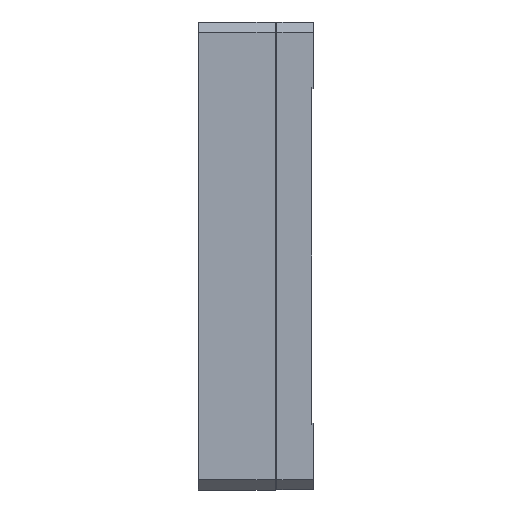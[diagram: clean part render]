
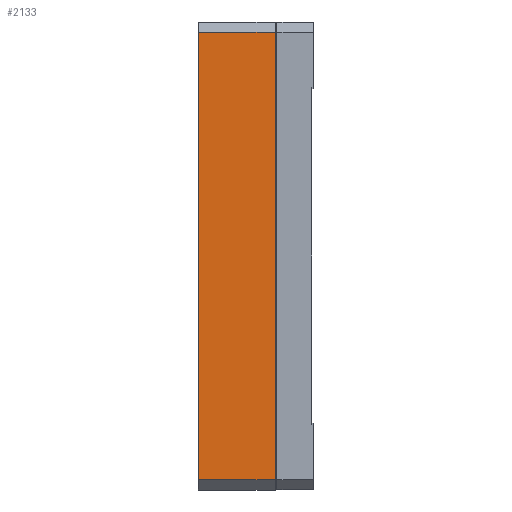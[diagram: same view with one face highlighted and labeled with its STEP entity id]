
A CAD part, left-side view. The second image highlights one B-rep face of the part: STEP entity #2133.
In plain terms, the highlighted planar face has unit normal (-1, 0, 0).
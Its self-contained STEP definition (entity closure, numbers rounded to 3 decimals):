
#75 = CARTESIAN_POINT ( 'NONE',  ( -35., 5.5, 33.5 ) ) ;
#279 = VERTEX_POINT ( 'NONE', #11589 ) ;
#632 = EDGE_CURVE ( 'NONE', #1663, #279, #1035, .T. ) ;
#697 = CARTESIAN_POINT ( 'NONE',  ( -35., 17., -35. ) ) ;
#1035 = LINE ( 'NONE', #9295, #1921 ) ;
#1099 = EDGE_LOOP ( 'NONE', ( #8571, #11669, #10766, #5876 ) ) ;
#1663 = VERTEX_POINT ( 'NONE', #75 ) ;
#1921 = VECTOR ( 'NONE', #1952, 1000. ) ;
#1952 = DIRECTION ( 'NONE',  ( 0., 1., 0. ) ) ;
#2133 = ADVANCED_FACE ( 'NONE', ( #10769 ), #5006, .F. ) ;
#2783 = VECTOR ( 'NONE', #4907, 1000. ) ;
#3114 = CARTESIAN_POINT ( 'NONE',  ( -35., 15.5, 35. ) ) ;
#3345 = AXIS2_PLACEMENT_3D ( 'NONE', #3114, #11557, #8795 ) ;
#3784 = CARTESIAN_POINT ( 'NONE',  ( -35., 5.5, -33.5 ) ) ;
#3986 = EDGE_CURVE ( 'NONE', #9627, #1663, #9591, .T. ) ;
#4349 = DIRECTION ( 'NONE',  ( 0., 0., 1. ) ) ;
#4609 = DIRECTION ( 'NONE',  ( 0., -1., 0. ) ) ;
#4801 = VECTOR ( 'NONE', #4349, 1000. ) ;
#4907 = DIRECTION ( 'NONE',  ( 0., 0., 1. ) ) ;
#4999 = EDGE_CURVE ( 'NONE', #6132, #279, #6141, .T. ) ;
#5006 = PLANE ( 'NONE',  #3345 ) ;
#5445 = CARTESIAN_POINT ( 'NONE',  ( -35., 15.5, -33.5 ) ) ;
#5876 = ORIENTED_EDGE ( 'NONE', *, *, #7579, .T. ) ;
#6132 = VERTEX_POINT ( 'NONE', #10480 ) ;
#6141 = LINE ( 'NONE', #697, #4801 ) ;
#6969 = VECTOR ( 'NONE', #4609, 1000. ) ;
#7579 = EDGE_CURVE ( 'NONE', #6132, #9627, #11881, .T. ) ;
#8571 = ORIENTED_EDGE ( 'NONE', *, *, #3986, .T. ) ;
#8702 = CARTESIAN_POINT ( 'NONE',  ( -35., 5.5, 35. ) ) ;
#8795 = DIRECTION ( 'NONE',  ( 0., 0., -1. ) ) ;
#9295 = CARTESIAN_POINT ( 'NONE',  ( -35., 15.5, 33.5 ) ) ;
#9591 = LINE ( 'NONE', #8702, #2783 ) ;
#9627 = VERTEX_POINT ( 'NONE', #3784 ) ;
#10480 = CARTESIAN_POINT ( 'NONE',  ( -35., 17., -33.5 ) ) ;
#10766 = ORIENTED_EDGE ( 'NONE', *, *, #4999, .F. ) ;
#10769 = FACE_OUTER_BOUND ( 'NONE', #1099, .T. ) ;
#11557 = DIRECTION ( 'NONE',  ( 1., 0., 0. ) ) ;
#11589 = CARTESIAN_POINT ( 'NONE',  ( -35., 17., 33.5 ) ) ;
#11669 = ORIENTED_EDGE ( 'NONE', *, *, #632, .T. ) ;
#11881 = LINE ( 'NONE', #5445, #6969 ) ;
